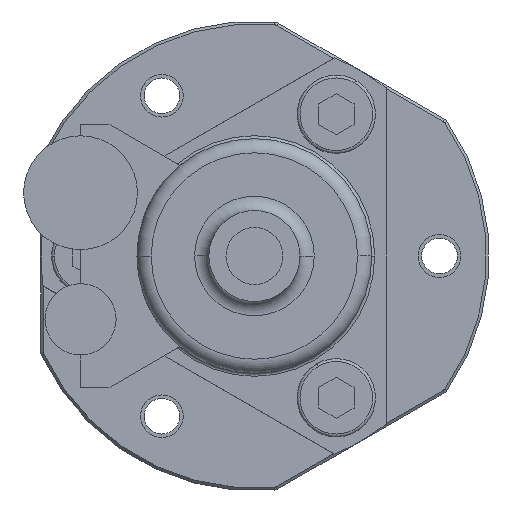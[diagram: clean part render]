
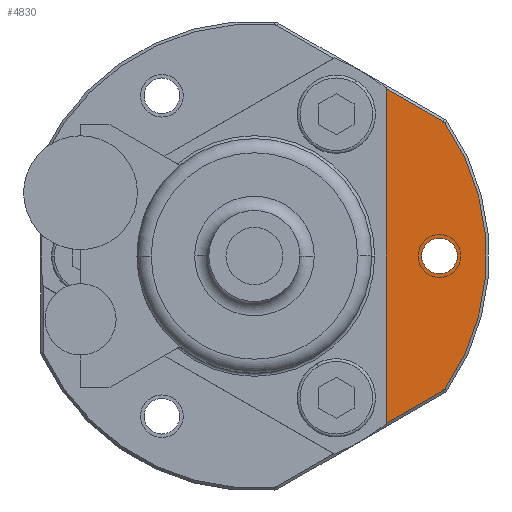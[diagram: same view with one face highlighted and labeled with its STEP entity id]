
A CAD part, left-side view. The second image highlights one B-rep face of the part: STEP entity #4830.
In plain terms, the highlighted planar face has unit normal (-1, 0, 0).
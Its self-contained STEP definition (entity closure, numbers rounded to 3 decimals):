
#1237=DIRECTION('',(0.,0.866,-0.5));
#1238=VECTOR('',#1237,4.628);
#1239=CARTESIAN_POINT('',(-4.5,-13.258,
-9.435));
#1240=LINE('',#1239,#1238);
#1241=DIRECTION('',(0.,0.,-1.));
#1242=VECTOR('',#1241,23.498);
#1243=CARTESIAN_POINT('',(-4.5,-9.25,11.749));
#1244=LINE('',#1243,#1242);
#1245=DIRECTION('',(0.,-0.866,-0.5));
#1246=VECTOR('',#1245,4.628);
#1247=CARTESIAN_POINT('',(-4.5,-9.25,11.749));
#1248=LINE('',#1247,#1246);
#1249=CARTESIAN_POINT('',(-4.5,-13.108,9.175));
#1250=DIRECTION('',(-1.,0.,0.));
#1251=DIRECTION('',(0.,-0.819,0.573));
#1252=AXIS2_PLACEMENT_3D('',#1249,#1250,#1251);
#1254=CARTESIAN_POINT('',(-4.5,0.,0.));
#1255=DIRECTION('',(-1.,0.,0.));
#1256=DIRECTION('',(0.,-0.819,-0.573));
#1257=AXIS2_PLACEMENT_3D('',#1254,#1255,#1256);
#1259=CARTESIAN_POINT('',(-4.5,-13.108,-9.175));
#1260=DIRECTION('',(-1.,0.,0.));
#1261=DIRECTION('',(0.,-0.5,-0.866));
#1262=AXIS2_PLACEMENT_3D('',#1259,#1260,#1261);
#1510=CARTESIAN_POINT('',(-4.5,-13.,0.));
#1511=DIRECTION('',(1.,0.,0.));
#1512=DIRECTION('',(0.,-1.,0.));
#1513=AXIS2_PLACEMENT_3D('',#1510,#1511,#1512);
#1515=CARTESIAN_POINT('',(-4.5,-13.,0.));
#1516=DIRECTION('',(1.,0.,0.));
#1517=DIRECTION('',(0.,1.,0.));
#1518=AXIS2_PLACEMENT_3D('',#1515,#1516,#1517);
#2607=CARTESIAN_POINT('',(-4.5,-13.258,-9.435));
#2608=CARTESIAN_POINT('',(-4.5,-13.353,-9.347));
#2609=VERTEX_POINT('',#2607);
#2610=VERTEX_POINT('',#2608);
#2613=CARTESIAN_POINT('',(-4.5,-13.353,9.347));
#2614=VERTEX_POINT('',#2613);
#2617=CARTESIAN_POINT('',(-4.5,-13.258,9.435));
#2618=VERTEX_POINT('',#2617);
#2807=CARTESIAN_POINT('',(-4.5,-14.25,0.));
#2808=CARTESIAN_POINT('',(-4.5,-11.75,0.));
#2809=VERTEX_POINT('',#2807);
#2810=VERTEX_POINT('',#2808);
#2814=CARTESIAN_POINT('',(-4.5,-9.25,11.749));
#2816=VERTEX_POINT('',#2814);
#2817=CARTESIAN_POINT('',(-4.5,-9.25,-11.749));
#2818=VERTEX_POINT('',#2817);
#4805=CARTESIAN_POINT('',(-4.5,0.,0.));
#4806=DIRECTION('',(1.,0.,0.));
#4807=DIRECTION('',(0.,0.,-1.));
#4808=AXIS2_PLACEMENT_3D('',#4805,#4806,#4807);
#4809=PLANE('',#4808);
#4811=ORIENTED_EDGE('',*,*,#4810,.T.);
#4813=ORIENTED_EDGE('',*,*,#4812,.F.);
#4815=ORIENTED_EDGE('',*,*,#4814,.T.);
#4817=ORIENTED_EDGE('',*,*,#4816,.F.);
#4819=ORIENTED_EDGE('',*,*,#4818,.F.);
#4821=ORIENTED_EDGE('',*,*,#4820,.F.);
#4822=EDGE_LOOP('',(#4811,#4813,#4815,#4817,#4819,#4821));
#4823=FACE_OUTER_BOUND('',#4822,.F.);
#4825=ORIENTED_EDGE('',*,*,#4824,.F.);
#4827=ORIENTED_EDGE('',*,*,#4826,.F.);
#4828=EDGE_LOOP('',(#4825,#4827));
#4829=FACE_BOUND('',#4828,.F.);
#4830=ADVANCED_FACE('',(#4823,#4829),#4809,.F.);
#1253=CIRCLE('',#1252,0.3);
#1258=CIRCLE('',#1257,16.3);
#1263=CIRCLE('',#1262,0.3);
#1514=CIRCLE('',#1513,1.25);
#1519=CIRCLE('',#1518,1.25);
#4810=EDGE_CURVE('',#2609,#2818,#1240,.T.);
#4812=EDGE_CURVE('',#2816,#2818,#1244,.T.);
#4814=EDGE_CURVE('',#2816,#2618,#1248,.T.);
#4816=EDGE_CURVE('',#2614,#2618,#1253,.T.);
#4818=EDGE_CURVE('',#2610,#2614,#1258,.T.);
#4820=EDGE_CURVE('',#2609,#2610,#1263,.T.);
#4824=EDGE_CURVE('',#2809,#2810,#1514,.T.);
#4826=EDGE_CURVE('',#2810,#2809,#1519,.T.);
